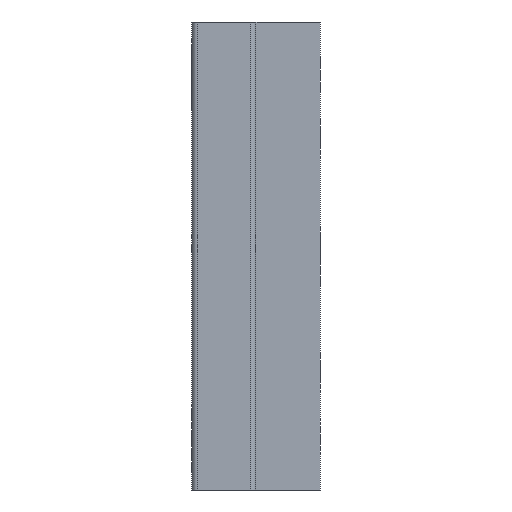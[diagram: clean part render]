
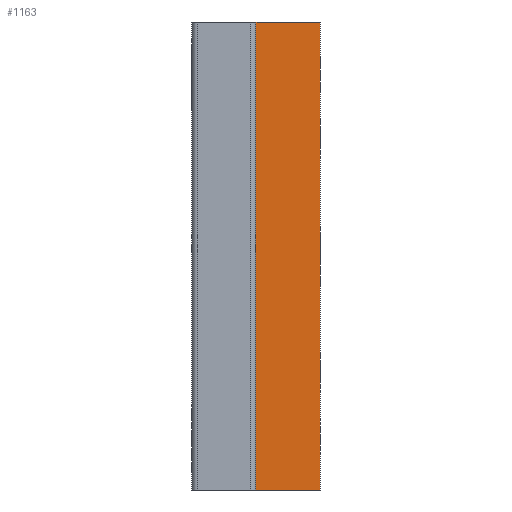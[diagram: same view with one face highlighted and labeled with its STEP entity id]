
A CAD part, left-side view. The second image highlights one B-rep face of the part: STEP entity #1163.
In plain terms, the highlighted face is planar.
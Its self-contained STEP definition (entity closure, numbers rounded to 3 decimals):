
#110=PLANE('',#1336);
#176=LINE('',#2024,#246);
#181=LINE('',#2044,#251);
#183=LINE('',#2048,#253);
#184=LINE('',#2049,#254);
#246=VECTOR('',#1654,1000.);
#251=VECTOR('',#1673,1000.);
#253=VECTOR('',#1677,1000.);
#254=VECTOR('',#1678,1000.);
#501=ORIENTED_EDGE('',*,*,#671,.T.);
#502=ORIENTED_EDGE('',*,*,#659,.F.);
#503=ORIENTED_EDGE('',*,*,#672,.F.);
#504=ORIENTED_EDGE('',*,*,#669,.T.);
#659=EDGE_CURVE('',#764,#761,#176,.T.);
#669=EDGE_CURVE('',#773,#772,#181,.T.);
#671=EDGE_CURVE('',#772,#761,#183,.T.);
#672=EDGE_CURVE('',#773,#764,#184,.T.);
#761=VERTEX_POINT('',#2018);
#764=VERTEX_POINT('',#2023);
#772=VERTEX_POINT('',#2043);
#773=VERTEX_POINT('',#2045);
#935=EDGE_LOOP('',(#501,#502,#503,#504));
#1052=FACE_BOUND('',#935,.T.);
#1163=ADVANCED_FACE('',(#1052),#110,.F.);
#1336=AXIS2_PLACEMENT_3D('',#2047,#1675,#1676);
#1654=DIRECTION('',(0.,0.,-1.));
#1673=DIRECTION('',(0.,0.,-1.));
#1675=DIRECTION('',(-1.,0.,0.));
#1676=DIRECTION('',(0.,0.,1.));
#1677=DIRECTION('',(0.,1.,0.));
#1678=DIRECTION('',(0.,1.,0.));
#2018=CARTESIAN_POINT('',(4.,5.5,-20.));
#2023=CARTESIAN_POINT('',(4.,5.5,20.));
#2024=CARTESIAN_POINT('',(4.,5.5,20.));
#2043=CARTESIAN_POINT('',(4.,0.,-20.));
#2044=CARTESIAN_POINT('',(4.,0.,20.));
#2045=CARTESIAN_POINT('',(4.,0.,20.));
#2047=CARTESIAN_POINT('',(4.,0.,20.));
#2048=CARTESIAN_POINT('',(4.,0.,-20.));
#2049=CARTESIAN_POINT('',(4.,0.,20.));
